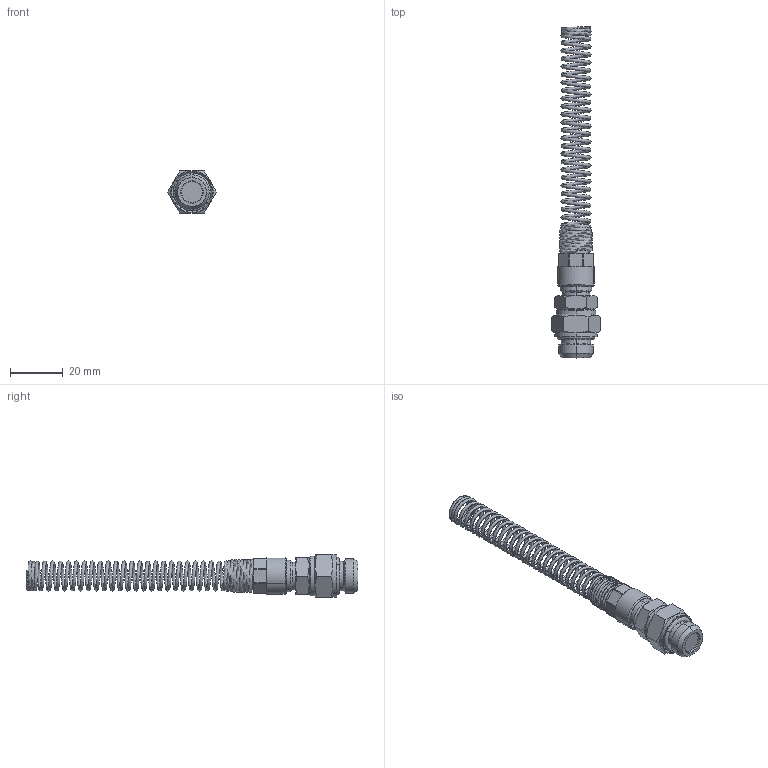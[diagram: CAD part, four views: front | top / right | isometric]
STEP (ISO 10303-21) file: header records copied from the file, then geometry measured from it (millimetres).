
FILE_DESCRIPTION (( 'STEP AP214' ), '1' );
FILE_NAME ('0102700004.step', '2012-09-28T13:20:02', ( '' ), ( '' ), 'SwSTEP 2.0', 'SolidWorks 2012', '' );
FILE_SCHEMA (( 'AUTOMOTIVE_DESIGN' ));
Length unit declared in the file: millimetre
Products named in the file (1): 0102700004
Bounding box: 18.48 x 125.6 x 16 mm (x, y, z)
Volume: 7930.9 mm3; surface area: 7700 mm2
Topology: 3 solids, 4 shells, 150 faces, 336 edges, 205 vertices
Faces by surface type: cone 48, cylinder 47, plane 39, torus 12, bspline 4
Entity records: 22466 total; most frequent: CARTESIAN_POINT 17537, ORIENTED_EDGE 672, DIRECTION 670, EDGE_CURVE 336, AXIS2_PLACEMENT_3D 287, VERTEX_POINT 205, EDGE_LOOP 165, UNCERTAINTY_MEASURE_WITH_UNIT 155
